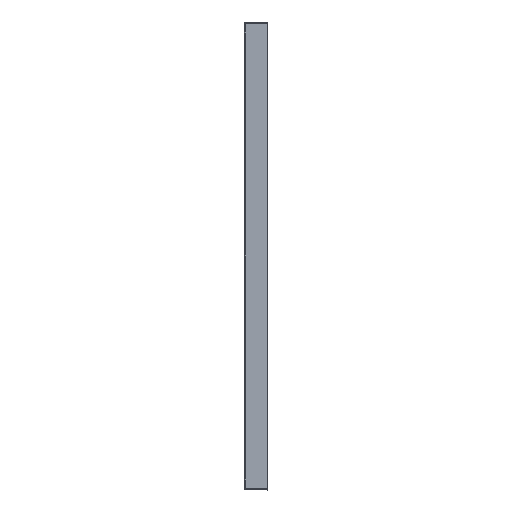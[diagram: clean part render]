
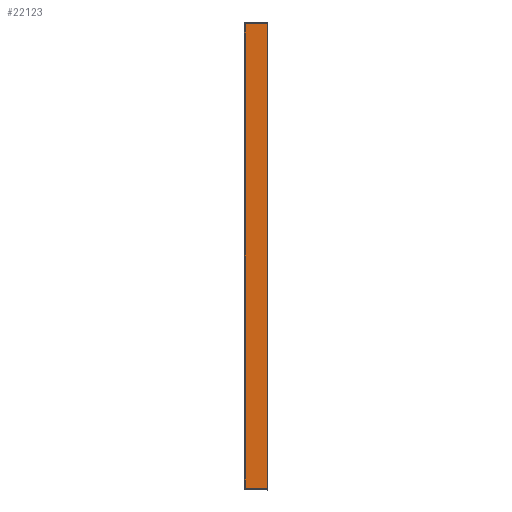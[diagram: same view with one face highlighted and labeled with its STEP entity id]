
A CAD part, left-side view. The second image highlights one B-rep face of the part: STEP entity #22123.
In plain terms, the highlighted planar face has unit normal (-0.999, 0.035, 0).
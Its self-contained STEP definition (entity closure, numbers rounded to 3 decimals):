
#452=DIRECTION('',(0.,0.,-1.));
#453=VECTOR('',#452,796.002);
#454=CARTESIAN_POINT('',(-800.,-40.,435.501));
#455=LINE('',#454,#453);
#456=DIRECTION('',(0.035,0.999,0.035));
#457=VECTOR('',#456,38.115);
#458=CARTESIAN_POINT('',(-800.,-40.,
-360.501));
#459=LINE('',#458,#457);
#460=CARTESIAN_POINT('',(-798.671,-1.932,
-359.172));
#461=CARTESIAN_POINT('',(-798.671,-1.938,
-350.528));
#462=CARTESIAN_POINT('',(-798.671,-1.955,
-329.063));
#463=CARTESIAN_POINT('',(-798.672,-1.978,
-293.506));
#464=CARTESIAN_POINT('',(-798.673,-1.986,
-266.592));
#465=CARTESIAN_POINT('',(-798.673,-1.986,
-252.5));
#467=CARTESIAN_POINT('',(-798.673,-1.986,
-252.5));
#468=CARTESIAN_POINT('',(-798.673,-1.986,
-221.008));
#469=CARTESIAN_POINT('',(-798.672,-1.97,
-158.125));
#470=CARTESIAN_POINT('',(-798.671,-1.933,
-61.458));
#471=CARTESIAN_POINT('',(-798.67,-1.924,3.716));
#472=CARTESIAN_POINT('',(-798.671,-1.93,37.5));
#474=DIRECTION('',(0.,0.,1.));
#475=VECTOR('',#474,290.);
#476=CARTESIAN_POINT('',(-798.671,-1.93,37.5));
#477=LINE('',#476,#475);
#478=CARTESIAN_POINT('',(-798.673,-1.986,327.5));
#479=CARTESIAN_POINT('',(-798.673,-1.986,339.369));
#480=CARTESIAN_POINT('',(-798.672,-1.98,362.976));
#481=CARTESIAN_POINT('',(-798.672,-1.959,398.533));
#482=CARTESIAN_POINT('',(-798.671,-1.941,422.222));
#483=CARTESIAN_POINT('',(-798.671,-1.932,434.172));
#485=DIRECTION('',(-0.035,-0.999,0.035));
#486=VECTOR('',#485,38.115);
#487=CARTESIAN_POINT('',(-798.671,-1.932,434.172));
#488=LINE('',#487,#486);
#902=CARTESIAN_POINT('',(-798.673,-1.986,
-252.5));
#20776=VERTEX_POINT('',#902);
#20777=CARTESIAN_POINT('',(-798.671,-1.93,
37.5));
#20778=VERTEX_POINT('',#20777);
#20823=CARTESIAN_POINT('',(-800.,-40.,
435.501));
#20824=CARTESIAN_POINT('',(-800.,-40.,
-360.501));
#20825=VERTEX_POINT('',#20823);
#20826=VERTEX_POINT('',#20824);
#20827=CARTESIAN_POINT('',(-798.671,-1.932,
-359.172));
#20828=VERTEX_POINT('',#20827);
#20829=CARTESIAN_POINT('',(-798.673,-1.986,
327.5));
#20830=VERTEX_POINT('',#20829);
#20831=VERTEX_POINT('',#483);
#22104=CARTESIAN_POINT('',(-799.335,-20.964,37.5));
#22105=DIRECTION('',(0.999,-0.035,0.));
#22106=DIRECTION('',(0.035,0.999,0.));
#22107=AXIS2_PLACEMENT_3D('',#22104,#22105,#22106);
#22108=PLANE('',#22107);
#22109=ORIENTED_EDGE('',*,*,#21258,.T.);
#22111=ORIENTED_EDGE('',*,*,#22110,.T.);
#22113=ORIENTED_EDGE('',*,*,#22112,.T.);
#22115=ORIENTED_EDGE('',*,*,#22114,.T.);
#22117=ORIENTED_EDGE('',*,*,#22116,.T.);
#22119=ORIENTED_EDGE('',*,*,#22118,.T.);
#22120=ORIENTED_EDGE('',*,*,#22097,.T.);
#22121=EDGE_LOOP('',(#22109,#22111,#22113,#22115,#22117,#22119,#22120));
#22122=FACE_OUTER_BOUND('',#22121,.F.);
#22123=ADVANCED_FACE('',(#22122),#22108,.F.);
#466=B_SPLINE_CURVE_WITH_KNOTS('',3,(#460,#461,#462,#463,#464,#465),
.UNSPECIFIED.,.F.,.F.,(4,1,1,4),(0.,0.243,0.604,1.),
.UNSPECIFIED.);
#473=B_SPLINE_CURVE_WITH_KNOTS('',3,(#467,#468,#469,#470,#471,#472),
.UNSPECIFIED.,.F.,.F.,(4,1,1,4),(0.,0.326,0.651,1.),
.UNSPECIFIED.);
#484=B_SPLINE_CURVE_WITH_KNOTS('',3,(#478,#479,#480,#481,#482,#483),
.UNSPECIFIED.,.F.,.F.,(4,1,1,4),(0.,0.334,0.664,1.),
.UNSPECIFIED.);
#21258=EDGE_CURVE('',#20825,#20826,#455,.T.);
#22097=EDGE_CURVE('',#20831,#20825,#488,.T.);
#22110=EDGE_CURVE('',#20826,#20828,#459,.T.);
#22112=EDGE_CURVE('',#20828,#20776,#466,.T.);
#22114=EDGE_CURVE('',#20776,#20778,#473,.T.);
#22116=EDGE_CURVE('',#20778,#20830,#477,.T.);
#22118=EDGE_CURVE('',#20830,#20831,#484,.T.);
